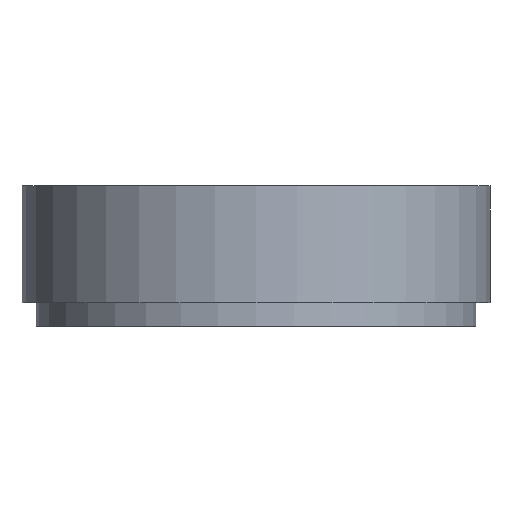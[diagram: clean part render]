
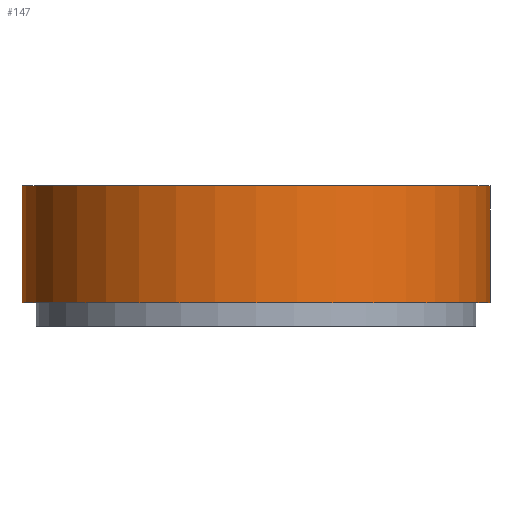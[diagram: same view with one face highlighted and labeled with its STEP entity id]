
A CAD part, front view. The second image highlights one B-rep face of the part: STEP entity #147.
In plain terms, the highlighted cylindrical face has radius 20 mm (diameter 40 mm), a full revolution.
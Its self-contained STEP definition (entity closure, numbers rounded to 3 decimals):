
#21=FACE_BOUND('',#45,.T.);
#27=B_SPLINE_CURVE_WITH_KNOTS('',3,(#285,#286,#287,#288,#289,#290),
 .UNSPECIFIED.,.F.,.F.,(4,2,4),(0.727,0.762,0.836),
 .UNSPECIFIED.);
#28=B_SPLINE_CURVE_WITH_KNOTS('',3,(#292,#293,#294,#295,#296,#297),
 .UNSPECIFIED.,.F.,.F.,(4,2,4),(0.836,0.909,0.944),
 .UNSPECIFIED.);
#29=B_SPLINE_CURVE_WITH_KNOTS('',3,(#298,#299,#300,#301,#302,#303,#304,
#305,#306,#307,#308,#309,#310,#311,#312,#313,#314,#315,#316,#317,#318,#319,
#320,#321,#322,#323,#324,#325,#326,#327,#328,#329,#330,#331),
 .UNSPECIFIED.,.F.,.F.,(4,2,2,2,2,2,2,2,2,2,2,2,2,2,2,2,4),(0.108,
0.146,0.266,0.386,0.531,
0.677,0.756,0.796,0.836,
0.875,0.915,0.995,1.14,
1.285,1.405,1.525,1.563),
 .UNSPECIFIED.);
#33=FACE_OUTER_BOUND('',#44,.T.);
#44=EDGE_LOOP('',(#115,#116,#117,#118));
#45=EDGE_LOOP('',(#119,#120,#121));
#56=LINE('',#281,#61);
#61=VECTOR('',#206,20.);
#68=CIRCLE('',#175,20.);
#69=CIRCLE('',#176,20.);
#78=VERTEX_POINT('',#278);
#79=VERTEX_POINT('',#280);
#80=VERTEX_POINT('',#283);
#81=VERTEX_POINT('',#284);
#82=VERTEX_POINT('',#291);
#93=EDGE_CURVE('',#78,#78,#68,.T.);
#94=EDGE_CURVE('',#78,#79,#56,.T.);
#95=EDGE_CURVE('',#79,#79,#69,.T.);
#96=EDGE_CURVE('',#80,#81,#27,.T.);
#97=EDGE_CURVE('',#81,#82,#28,.T.);
#98=EDGE_CURVE('',#82,#80,#29,.T.);
#115=ORIENTED_EDGE('',*,*,#93,.F.);
#116=ORIENTED_EDGE('',*,*,#94,.T.);
#117=ORIENTED_EDGE('',*,*,#95,.T.);
#118=ORIENTED_EDGE('',*,*,#94,.F.);
#119=ORIENTED_EDGE('',*,*,#96,.T.);
#120=ORIENTED_EDGE('',*,*,#97,.T.);
#121=ORIENTED_EDGE('',*,*,#98,.T.);
#141=CYLINDRICAL_SURFACE('',#174,20.);
#147=ADVANCED_FACE('',(#33,#21),#141,.T.);
#174=AXIS2_PLACEMENT_3D('',#277,#202,#203);
#175=AXIS2_PLACEMENT_3D('',#279,#204,#205);
#176=AXIS2_PLACEMENT_3D('',#282,#207,#208);
#202=DIRECTION('center_axis',(0.,0.,
1.));
#203=DIRECTION('ref_axis',(1.,0.,0.));
#204=DIRECTION('center_axis',(0.,0.,
1.));
#205=DIRECTION('ref_axis',(1.,0.,0.));
#206=DIRECTION('',(0.,0.,-1.));
#207=DIRECTION('center_axis',(0.,0.,
1.));
#208=DIRECTION('ref_axis',(1.,0.,0.));
#277=CARTESIAN_POINT('Origin',(120.,-40.,1.));
#278=CARTESIAN_POINT('',(100.,-40.,13.));
#279=CARTESIAN_POINT('Origin',(120.,-40.,13.));
#280=CARTESIAN_POINT('',(100.,-40.,3.));
#281=CARTESIAN_POINT('',(100.,-40.,1.));
#282=CARTESIAN_POINT('Origin',(120.,-40.,3.));
#283=CARTESIAN_POINT('',(134.,-25.717,6.975));
#284=CARTESIAN_POINT('',(134.283,-26.,8.));
#285=CARTESIAN_POINT('Ctrl Pts',(134.,-25.717,6.975));
#286=CARTESIAN_POINT('Ctrl Pts',(134.057,-25.773,7.068));
#287=CARTESIAN_POINT('Ctrl Pts',(134.108,-25.824,7.171));
#288=CARTESIAN_POINT('Ctrl Pts',(134.237,-25.952,7.504));
#289=CARTESIAN_POINT('Ctrl Pts',(134.283,-26.,7.756));
#290=CARTESIAN_POINT('Ctrl Pts',(134.283,-26.,8.));
#291=CARTESIAN_POINT('',(134.,-25.717,9.025));
#292=CARTESIAN_POINT('Ctrl Pts',(134.283,-26.,8.));
#293=CARTESIAN_POINT('Ctrl Pts',(134.283,-26.,8.244));
#294=CARTESIAN_POINT('Ctrl Pts',(134.237,-25.952,8.496));
#295=CARTESIAN_POINT('Ctrl Pts',(134.108,-25.824,8.829));
#296=CARTESIAN_POINT('Ctrl Pts',(134.057,-25.773,8.932));
#297=CARTESIAN_POINT('Ctrl Pts',(134.,-25.717,9.025));
#298=CARTESIAN_POINT('Ctrl Pts',(134.,-25.717,9.025));
#299=CARTESIAN_POINT('Ctrl Pts',(133.939,-25.657,9.126));
#300=CARTESIAN_POINT('Ctrl Pts',(133.87,-25.59,9.217));
#301=CARTESIAN_POINT('Ctrl Pts',(133.574,-25.308,9.548));
#302=CARTESIAN_POINT('Ctrl Pts',(133.287,-25.046,9.729));
#303=CARTESIAN_POINT('Ctrl Pts',(132.66,-24.512,9.955));
#304=CARTESIAN_POINT('Ctrl Pts',(132.32,-24.24,10.));
#305=CARTESIAN_POINT('Ctrl Pts',(131.613,-23.71,10.));
#306=CARTESIAN_POINT('Ctrl Pts',(131.182,-23.41,9.935));
#307=CARTESIAN_POINT('Ctrl Pts',(130.329,-22.866,9.675));
#308=CARTESIAN_POINT('Ctrl Pts',(129.906,-22.621,9.483));
#309=CARTESIAN_POINT('Ctrl Pts',(129.344,-22.316,9.092));
#310=CARTESIAN_POINT('Ctrl Pts',(129.138,-22.209,8.917));
#311=CARTESIAN_POINT('Ctrl Pts',(128.904,-22.091,8.607));
#312=CARTESIAN_POINT('Ctrl Pts',(128.838,-22.059,8.495));
#313=CARTESIAN_POINT('Ctrl Pts',(128.745,-22.013,8.258));
#314=CARTESIAN_POINT('Ctrl Pts',(128.718,-22.,8.133));
#315=CARTESIAN_POINT('Ctrl Pts',(128.718,-22.,7.867));
#316=CARTESIAN_POINT('Ctrl Pts',(128.745,-22.013,7.742));
#317=CARTESIAN_POINT('Ctrl Pts',(128.838,-22.059,7.505));
#318=CARTESIAN_POINT('Ctrl Pts',(128.904,-22.091,7.393));
#319=CARTESIAN_POINT('Ctrl Pts',(129.138,-22.209,7.083));
#320=CARTESIAN_POINT('Ctrl Pts',(129.344,-22.316,6.908));
#321=CARTESIAN_POINT('Ctrl Pts',(129.906,-22.621,6.517));
#322=CARTESIAN_POINT('Ctrl Pts',(130.329,-22.866,6.325));
#323=CARTESIAN_POINT('Ctrl Pts',(131.182,-23.41,6.065));
#324=CARTESIAN_POINT('Ctrl Pts',(131.613,-23.71,6.));
#325=CARTESIAN_POINT('Ctrl Pts',(132.32,-24.24,6.));
#326=CARTESIAN_POINT('Ctrl Pts',(132.66,-24.512,6.045));
#327=CARTESIAN_POINT('Ctrl Pts',(133.287,-25.046,6.271));
#328=CARTESIAN_POINT('Ctrl Pts',(133.574,-25.308,6.452));
#329=CARTESIAN_POINT('Ctrl Pts',(133.87,-25.59,6.783));
#330=CARTESIAN_POINT('Ctrl Pts',(133.939,-25.657,6.874));
#331=CARTESIAN_POINT('Ctrl Pts',(134.,-25.717,6.975));
